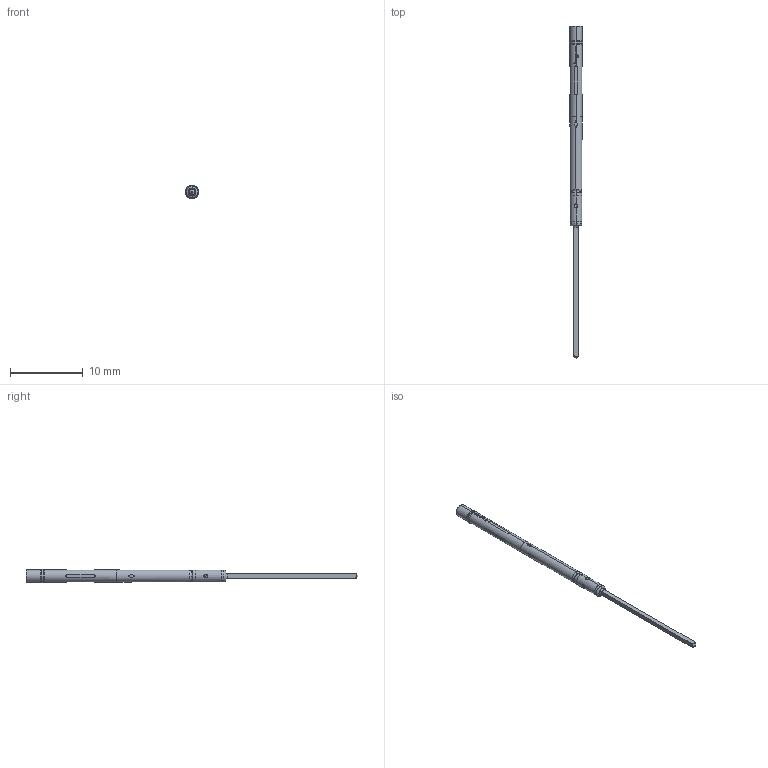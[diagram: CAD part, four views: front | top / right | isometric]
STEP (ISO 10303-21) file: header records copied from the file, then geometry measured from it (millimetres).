
FILE_DESCRIPTION (( 'STEP AP203' ), '1' );
FILE_NAME ('INGUN_KS-100_47_25-18.STEP', '2025-02-17T13:24:29', ( '' ), ( '' ), 'SwSTEP 2.0', 'SolidWorks 2023', '' );
FILE_SCHEMA (( 'CONFIG_CONTROL_DESIGN' ));
Length unit declared in the file: millimetre
Products named in the file (1): INGUN_KS-100_47_25-18
Bounding box: 1.8 x 45.7 x 1.8 mm (x, y, z)
Volume: 65.5 mm3; surface area: 191 mm2
Topology: 1 solids, 1 shells, 178 faces, 464 edges, 296 vertices
Faces by surface type: plane 63, bspline 54, cylinder 47, torus 10, cone 4
Entity records: 7063 total; most frequent: CARTESIAN_POINT 3093, ORIENTED_EDGE 928, DIRECTION 646, EDGE_CURVE 464, VERTEX_POINT 296, AXIS2_PLACEMENT_3D 255, B_SPLINE_CURVE_WITH_KNOTS 186, EDGE_LOOP 186
